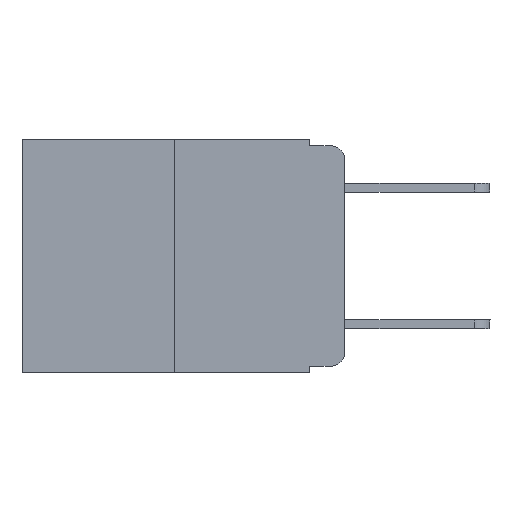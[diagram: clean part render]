
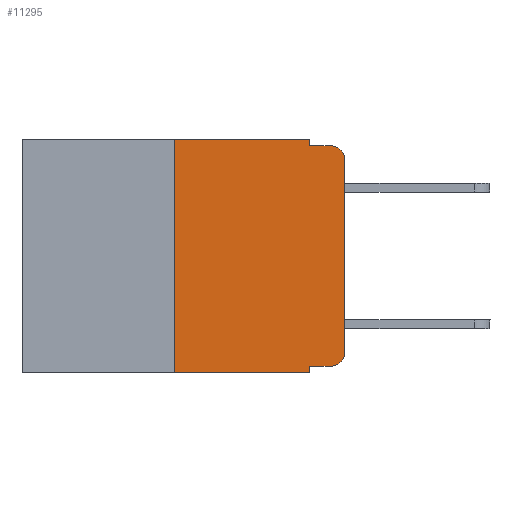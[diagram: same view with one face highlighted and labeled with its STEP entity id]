
A CAD part, left-side view. The second image highlights one B-rep face of the part: STEP entity #11295.
In plain terms, the highlighted planar face has unit normal (-1, 0, 0).
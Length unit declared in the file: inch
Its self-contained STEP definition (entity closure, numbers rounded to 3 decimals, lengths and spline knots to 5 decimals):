
#190 = ORIENTED_EDGE ( 'NONE', *, *, #14723, .T. ) ;
#590 = CIRCLE ( 'NONE', #4368, 0.02 ) ;
#1399 = LINE ( 'NONE', #9033, #13211 ) ;
#1484 = CARTESIAN_POINT ( 'NONE',  ( 0., 0.051, 0. ) ) ;
#1734 = DIRECTION ( 'NONE',  ( 0., 0., 1. ) ) ;
#1937 = ORIENTED_EDGE ( 'NONE', *, *, #16284, .F. ) ;
#2098 = DIRECTION ( 'NONE',  ( 0., -1., 0. ) ) ;
#2136 = CARTESIAN_POINT ( 'NONE',  ( 0., 0., -0.03 ) ) ;
#2262 = VECTOR ( 'NONE', #12019, 39.37008 ) ;
#2560 = VECTOR ( 'NONE', #10987, 39.37008 ) ;
#2673 = DIRECTION ( 'NONE',  ( 1., 0., 0. ) ) ;
#2800 = DIRECTION ( 'NONE',  ( -1., 0., 0. ) ) ;
#3554 = AXIS2_PLACEMENT_3D ( 'NONE', #6898, #2800, #8119 ) ;
#3569 = LINE ( 'NONE', #13400, #14121 ) ;
#3773 = CARTESIAN_POINT ( 'NONE',  ( 0., 0.25, 0. ) ) ;
#3966 = EDGE_CURVE ( 'NONE', #4604, #5616, #14580, .T. ) ;
#4168 = EDGE_CURVE ( 'NONE', #16833, #4604, #16492, .T. ) ;
#4368 = AXIS2_PLACEMENT_3D ( 'NONE', #13314, #14731, #17317 ) ;
#4424 = LINE ( 'NONE', #12177, #8115 ) ;
#4480 = CARTESIAN_POINT ( 'NONE',  ( 0., 0.02, -0.01 ) ) ;
#4604 = VERTEX_POINT ( 'NONE', #16968 ) ;
#4947 = EDGE_CURVE ( 'NONE', #12661, #6051, #13015, .T. ) ;
#4983 = DIRECTION ( 'NONE',  ( 0., -1., 0. ) ) ;
#4997 = ORIENTED_EDGE ( 'NONE', *, *, #16695, .T. ) ;
#5093 = DIRECTION ( 'NONE',  ( 0., -1., 0. ) ) ;
#5616 = VERTEX_POINT ( 'NONE', #17113 ) ;
#6051 = VERTEX_POINT ( 'NONE', #4480 ) ;
#6898 = CARTESIAN_POINT ( 'NONE',  ( 0., 0.02, -0.313 ) ) ;
#7611 = CARTESIAN_POINT ( 'NONE',  ( 0., 0.051, -0.01 ) ) ;
#7672 = CARTESIAN_POINT ( 'NONE',  ( 0., 0.051, 0. ) ) ;
#7675 = CARTESIAN_POINT ( 'NONE',  ( 0., 0.051, -0.01 ) ) ;
#7994 = ORIENTED_EDGE ( 'NONE', *, *, #13979, .F. ) ;
#8115 = VECTOR ( 'NONE', #14908, 39.37008 ) ;
#8119 = DIRECTION ( 'NONE',  ( 0., 0., -1. ) ) ;
#9033 = CARTESIAN_POINT ( 'NONE',  ( 0., 0.25, 0. ) ) ;
#9074 = LINE ( 'NONE', #7672, #16182 ) ;
#9277 = AXIS2_PLACEMENT_3D ( 'NONE', #14848, #2673, #9528 ) ;
#9528 = DIRECTION ( 'NONE',  ( 0., 0., -1. ) ) ;
#9579 = ORIENTED_EDGE ( 'NONE', *, *, #9581, .T. ) ;
#9581 = EDGE_CURVE ( 'NONE', #5616, #14721, #4424, .T. ) ;
#9993 = ORIENTED_EDGE ( 'NONE', *, *, #3966, .T. ) ;
#10244 = DIRECTION ( 'NONE',  ( 0., 0., -1. ) ) ;
#10558 = EDGE_CURVE ( 'NONE', #12236, #11843, #3569, .T. ) ;
#10987 = DIRECTION ( 'NONE',  ( 0., 0., -1. ) ) ;
#11232 = LINE ( 'NONE', #13283, #14924 ) ;
#11295 = ADVANCED_FACE ( 'NONE', ( #12809 ), #12064, .F. ) ;
#11843 = VERTEX_POINT ( 'NONE', #12675 ) ;
#12019 = DIRECTION ( 'NONE',  ( 0., -1., 0. ) ) ;
#12064 = PLANE ( 'NONE',  #9277 ) ;
#12177 = CARTESIAN_POINT ( 'NONE',  ( 0., 0., 0. ) ) ;
#12236 = VERTEX_POINT ( 'NONE', #3773 ) ;
#12661 = VERTEX_POINT ( 'NONE', #7611 ) ;
#12675 = CARTESIAN_POINT ( 'NONE',  ( 0., 0.051, 0. ) ) ;
#12809 = FACE_OUTER_BOUND ( 'NONE', #13453, .T. ) ;
#13015 = LINE ( 'NONE', #7675, #13902 ) ;
#13211 = VECTOR ( 'NONE', #1734, 39.37008 ) ;
#13283 = CARTESIAN_POINT ( 'NONE',  ( 0., 0.473, -0.343 ) ) ;
#13314 = CARTESIAN_POINT ( 'NONE',  ( 0., 0.02, -0.03 ) ) ;
#13400 = CARTESIAN_POINT ( 'NONE',  ( 0., 0.473, 0. ) ) ;
#13412 = EDGE_CURVE ( 'NONE', #16833, #17081, #9074, .T. ) ;
#13453 = EDGE_LOOP ( 'NONE', ( #9579, #4997, #17797, #1937, #17085, #7994, #190, #16305, #16430, #9993 ) ) ;
#13902 = VECTOR ( 'NONE', #2098, 39.37008 ) ;
#13979 = EDGE_CURVE ( 'NONE', #14835, #12236, #1399, .T. ) ;
#14121 = VECTOR ( 'NONE', #5093, 39.37008 ) ;
#14580 = CIRCLE ( 'NONE', #3554, 0.02 ) ;
#14721 = VERTEX_POINT ( 'NONE', #2136 ) ;
#14723 = EDGE_CURVE ( 'NONE', #14835, #17081, #11232, .T. ) ;
#14731 = DIRECTION ( 'NONE',  ( -1., 0., 0. ) ) ;
#14746 = CARTESIAN_POINT ( 'NONE',  ( 0., 0.051, -0.333 ) ) ;
#14835 = VERTEX_POINT ( 'NONE', #16346 ) ;
#14848 = CARTESIAN_POINT ( 'NONE',  ( 0., 0.473, 0. ) ) ;
#14874 = LINE ( 'NONE', #1484, #2560 ) ;
#14908 = DIRECTION ( 'NONE',  ( 0., 0., 1. ) ) ;
#14910 = CARTESIAN_POINT ( 'NONE',  ( 0., 0.051, -0.333 ) ) ;
#14924 = VECTOR ( 'NONE', #4983, 39.37008 ) ;
#15659 = CARTESIAN_POINT ( 'NONE',  ( 0., 0.051, -0.343 ) ) ;
#16182 = VECTOR ( 'NONE', #10244, 39.37008 ) ;
#16284 = EDGE_CURVE ( 'NONE', #11843, #12661, #14874, .T. ) ;
#16305 = ORIENTED_EDGE ( 'NONE', *, *, #13412, .F. ) ;
#16346 = CARTESIAN_POINT ( 'NONE',  ( 0., 0.25, -0.343 ) ) ;
#16430 = ORIENTED_EDGE ( 'NONE', *, *, #4168, .T. ) ;
#16492 = LINE ( 'NONE', #14746, #2262 ) ;
#16695 = EDGE_CURVE ( 'NONE', #14721, #6051, #590, .T. ) ;
#16833 = VERTEX_POINT ( 'NONE', #14910 ) ;
#16968 = CARTESIAN_POINT ( 'NONE',  ( 0., 0.02, -0.333 ) ) ;
#17081 = VERTEX_POINT ( 'NONE', #15659 ) ;
#17085 = ORIENTED_EDGE ( 'NONE', *, *, #10558, .F. ) ;
#17113 = CARTESIAN_POINT ( 'NONE',  ( 0., 0., -0.313 ) ) ;
#17317 = DIRECTION ( 'NONE',  ( 0., 0., -1. ) ) ;
#17797 = ORIENTED_EDGE ( 'NONE', *, *, #4947, .F. ) ;
